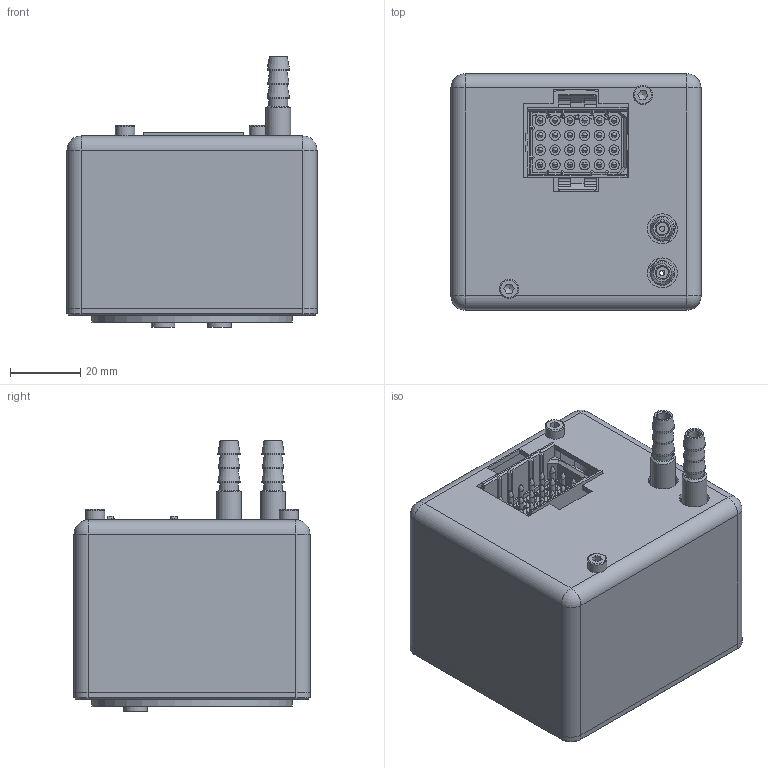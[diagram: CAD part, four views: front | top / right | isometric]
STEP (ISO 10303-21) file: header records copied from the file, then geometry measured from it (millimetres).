
FILE_DESCRIPTION(/* description */ ('Alibre Inc.'),/* implementation_level */ '2;1');
FILE_NAME(/* name */ 'export0',/* time_stamp */ '2013-05-06T19:59:34+02:00',/* author */ (''),/* organization */ (''),/* preprocessor_version */ 'ST-DEVELOPER v10',/* originating_system */ 'Alibre',/* authorisation */ '');
FILE_SCHEMA (('AUTOMOTIVE_DESIGN'));
Length unit declared in the file: centimetre
Bounding box: 71 x 67 x 76.8 mm (x, y, z)
Volume: 42766.3 mm3; surface area: 55160.2 mm2
Topology: 14 solids, 14 shells, 1424 faces, 3511 edges, 2182 vertices
Faces by surface type: plane 759, cylinder 427, cone 84, bspline 80, revolution 48, sphere 24, torus 2
Full cylindrical faces by diameter (mm): 1.5 x2, 2.85 x4, 3 x6, 3.2 x6, 3.455 x2, 3.5 x2, 5 x2, 5.3 x2, 5.5 x2, 5.8 x4, 6 x4, 6.066 x2, 6.3 x4, 7 x2, 7.5 x2, 8.5 x2, 57 x1, 59.5 x1, 60 x1
Entity records: 34421 total; most frequent: CARTESIAN_POINT 7673, ORIENTED_EDGE 5452, DIRECTION 5027, EDGE_CURVE 2726, VECTOR 1922, LINE 1922, AXIS2_PLACEMENT_3D 1864, VERTEX_POINT 1782
